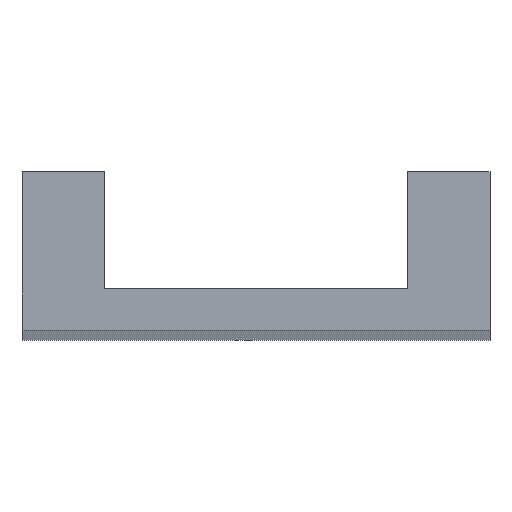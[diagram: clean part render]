
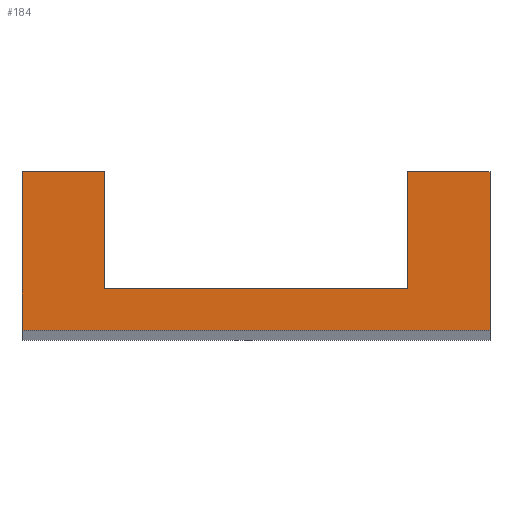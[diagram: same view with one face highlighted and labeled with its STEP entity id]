
A CAD part, top view. The second image highlights one B-rep face of the part: STEP entity #184.
In plain terms, the highlighted planar face has unit normal (0, 0, 1).
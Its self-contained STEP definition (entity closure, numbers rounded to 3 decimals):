
#1 = CARTESIAN_POINT ( 'NONE',  ( 60.65, 15.1, 750. ) ) ;
#5 = VECTOR ( 'NONE', #227, 1000. ) ;
#8 = DIRECTION ( 'NONE',  ( 1., 0., 0. ) ) ;
#10 = DIRECTION ( 'NONE',  ( 0., -1., 0. ) ) ;
#13 = LINE ( 'NONE', #224, #331 ) ;
#21 = ORIENTED_EDGE ( 'NONE', *, *, #73, .T. ) ;
#31 = DIRECTION ( 'NONE',  ( 1., 0., 0. ) ) ;
#40 = VERTEX_POINT ( 'NONE', #213 ) ;
#41 = DIRECTION ( 'NONE',  ( 0., 0., 1. ) ) ;
#52 = VECTOR ( 'NONE', #188, 1000. ) ;
#56 = EDGE_CURVE ( 'NONE', #317, #333, #102, .T. ) ;
#64 = VERTEX_POINT ( 'NONE', #310 ) ;
#65 = VECTOR ( 'NONE', #105, 1000. ) ;
#72 = DIRECTION ( 'NONE',  ( -1., 0., 0. ) ) ;
#73 = EDGE_CURVE ( 'NONE', #64, #144, #151, .T. ) ;
#79 = LINE ( 'NONE', #130, #164 ) ;
#81 = EDGE_CURVE ( 'NONE', #333, #152, #79, .T. ) ;
#87 = CARTESIAN_POINT ( 'NONE',  ( 60.65, -25.9, 750. ) ) ;
#91 = VECTOR ( 'NONE', #157, 1000. ) ;
#98 = ORIENTED_EDGE ( 'NONE', *, *, #81, .T. ) ;
#101 = ORIENTED_EDGE ( 'NONE', *, *, #291, .T. ) ;
#102 = LINE ( 'NONE', #305, #289 ) ;
#105 = DIRECTION ( 'NONE',  ( 0., -1., 0. ) ) ;
#107 = LINE ( 'NONE', #263, #65 ) ;
#109 = CARTESIAN_POINT ( 'NONE',  ( -39.35, -15.1, 750. ) ) ;
#115 = CARTESIAN_POINT ( 'NONE',  ( 60.65, -25.9, 750. ) ) ;
#121 = EDGE_LOOP ( 'NONE', ( #98, #150, #101, #295, #226, #21, #281, #125 ) ) ;
#125 = ORIENTED_EDGE ( 'NONE', *, *, #56, .T. ) ;
#130 = CARTESIAN_POINT ( 'NONE',  ( -39.35, -15.1, 750. ) ) ;
#132 = LINE ( 'NONE', #193, #52 ) ;
#138 = LINE ( 'NONE', #87, #248 ) ;
#141 = EDGE_CURVE ( 'NONE', #144, #317, #13, .T. ) ;
#144 = VERTEX_POINT ( 'NONE', #153 ) ;
#150 = ORIENTED_EDGE ( 'NONE', *, *, #218, .T. ) ;
#151 = LINE ( 'NONE', #1, #91 ) ;
#152 = VERTEX_POINT ( 'NONE', #169 ) ;
#153 = CARTESIAN_POINT ( 'NONE',  ( 39.35, 15.1, 750. ) ) ;
#157 = DIRECTION ( 'NONE',  ( -1., 0., 0. ) ) ;
#164 = VECTOR ( 'NONE', #179, 1000. ) ;
#169 = CARTESIAN_POINT ( 'NONE',  ( -39.35, 15.1, 750. ) ) ;
#179 = DIRECTION ( 'NONE',  ( 0., 1., 0. ) ) ;
#184 = ADVANCED_FACE ( 'NONE', ( #197 ), #269, .T. ) ;
#188 = DIRECTION ( 'NONE',  ( 0., 1., 0. ) ) ;
#192 = CARTESIAN_POINT ( 'NONE',  ( 39.35, -15.1, 750. ) ) ;
#193 = CARTESIAN_POINT ( 'NONE',  ( 60.65, 15.1, 750. ) ) ;
#197 = FACE_OUTER_BOUND ( 'NONE', #121, .T. ) ;
#198 = CARTESIAN_POINT ( 'NONE',  ( -39.35, 15.1, 750. ) ) ;
#201 = CARTESIAN_POINT ( 'NONE',  ( -60.65, 15.1, 750. ) ) ;
#204 = VERTEX_POINT ( 'NONE', #115 ) ;
#213 = CARTESIAN_POINT ( 'NONE',  ( -60.65, -25.9, 750. ) ) ;
#216 = AXIS2_PLACEMENT_3D ( 'NONE', #275, #41, #8 ) ;
#218 = EDGE_CURVE ( 'NONE', #152, #220, #252, .T. ) ;
#220 = VERTEX_POINT ( 'NONE', #201 ) ;
#224 = CARTESIAN_POINT ( 'NONE',  ( 39.35, -15.1, 750. ) ) ;
#226 = ORIENTED_EDGE ( 'NONE', *, *, #320, .T. ) ;
#227 = DIRECTION ( 'NONE',  ( -1., 0., 0. ) ) ;
#232 = EDGE_CURVE ( 'NONE', #40, #204, #138, .T. ) ;
#248 = VECTOR ( 'NONE', #31, 1000. ) ;
#252 = LINE ( 'NONE', #198, #5 ) ;
#263 = CARTESIAN_POINT ( 'NONE',  ( -60.65, 15.1, 750. ) ) ;
#269 = PLANE ( 'NONE',  #216 ) ;
#275 = CARTESIAN_POINT ( 'NONE',  ( 0., 0., 750. ) ) ;
#281 = ORIENTED_EDGE ( 'NONE', *, *, #141, .T. ) ;
#289 = VECTOR ( 'NONE', #72, 1000. ) ;
#291 = EDGE_CURVE ( 'NONE', #220, #40, #107, .T. ) ;
#295 = ORIENTED_EDGE ( 'NONE', *, *, #232, .T. ) ;
#305 = CARTESIAN_POINT ( 'NONE',  ( 39.35, -15.1, 750. ) ) ;
#310 = CARTESIAN_POINT ( 'NONE',  ( 60.65, 15.1, 750. ) ) ;
#317 = VERTEX_POINT ( 'NONE', #192 ) ;
#320 = EDGE_CURVE ( 'NONE', #204, #64, #132, .T. ) ;
#331 = VECTOR ( 'NONE', #10, 1000. ) ;
#333 = VERTEX_POINT ( 'NONE', #109 ) ;
